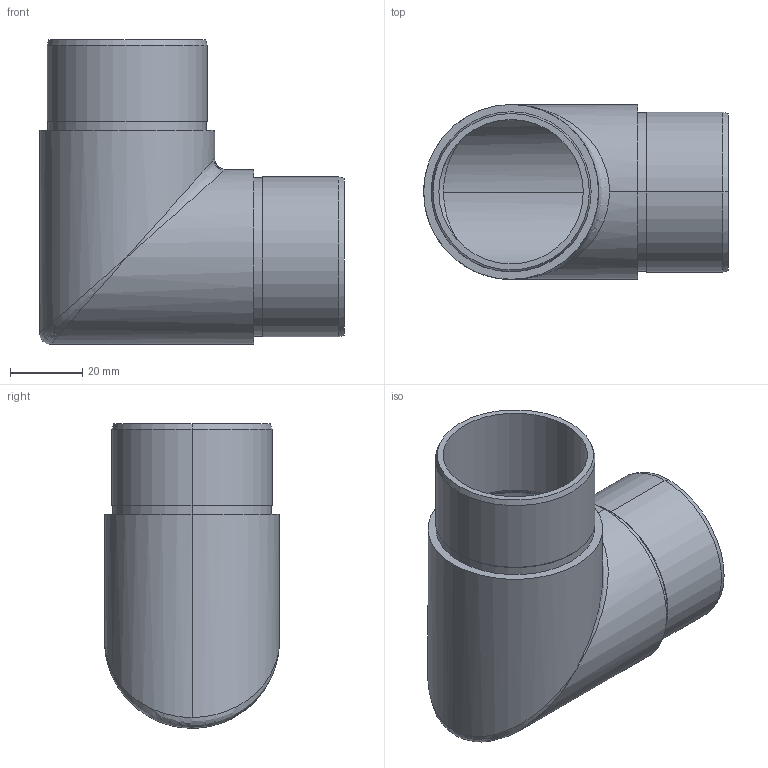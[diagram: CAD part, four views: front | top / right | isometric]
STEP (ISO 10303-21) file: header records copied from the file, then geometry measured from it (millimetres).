
FILE_DESCRIPTION (( 'STEP AP214' ), '1' );
FILE_NAME ('A-0301-248.STEP', '2018-10-29T14:59:34', ( '' ), ( '' ), 'SwSTEP 2.0', 'SolidWorks 2018', '' );
FILE_SCHEMA (( 'AUTOMOTIVE_DESIGN' ));
Length unit declared in the file: millimetre
Products named in the file (1): A-0301-248
Bounding box: 84.15 x 48.3 x 84.15 mm (x, y, z)
Volume: 40031.5 mm3; surface area: 34536.9 mm2
Topology: 1 solids, 1 shells, 42 faces, 96 edges, 52 vertices
Faces by surface type: cylinder 20, torus 8, plane 6, cone 4, bspline 4
Entity records: 1546 total; most frequent: CARTESIAN_POINT 635, DIRECTION 198, ORIENTED_EDGE 176, EDGE_CURVE 88, AXIS2_PLACEMENT_3D 87, VERTEX_POINT 52, EDGE_LOOP 48, CIRCLE 48
